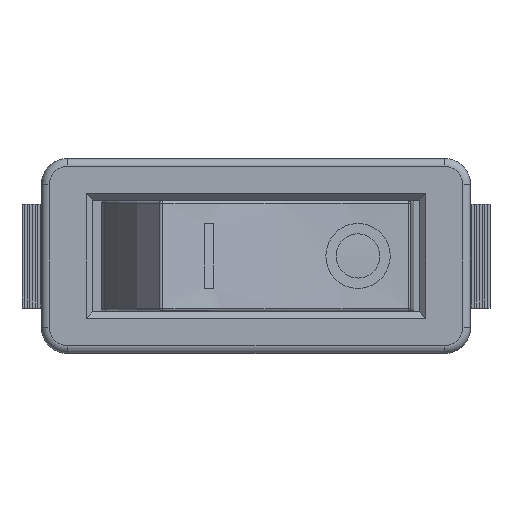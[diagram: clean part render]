
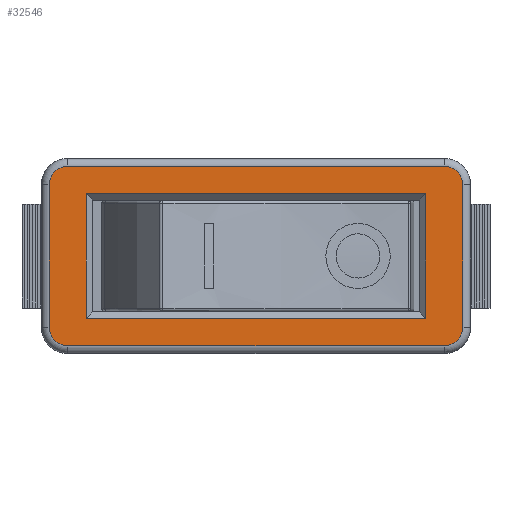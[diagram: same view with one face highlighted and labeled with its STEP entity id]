
A CAD part, top view. The second image highlights one B-rep face of the part: STEP entity #32546.
In plain terms, the highlighted planar face has unit normal (0, 0, 1).
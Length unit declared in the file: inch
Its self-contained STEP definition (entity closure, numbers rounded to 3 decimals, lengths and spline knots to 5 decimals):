
#32298=CARTESIAN_POINT('',(-0.51378,-0.18898,0.74803));
#32299=VERTEX_POINT('',#32298);
#32306=CARTESIAN_POINT('',(0.51378,-0.18898,0.74803));
#32307=VERTEX_POINT('',#32306);
#32308=CARTESIAN_POINT('',(-0.51378,-0.18898,0.74803));
#32309=DIRECTION('',(1.0,0.0,0.0));
#32310=VECTOR('',#32309,1.02756);
#32311=LINE('',#32308,#32310);
#32312=EDGE_CURVE('',#32299,#32307,#32311,.T.);
#32336=CARTESIAN_POINT('',(-0.51378,0.18898,0.74803));
#32337=VERTEX_POINT('',#32336);
#32344=CARTESIAN_POINT('',(-0.51378,0.18898,0.74803));
#32345=DIRECTION('',(0.0,-1.0,0.0));
#32346=VECTOR('',#32345,0.37795);
#32347=LINE('',#32344,#32346);
#32348=EDGE_CURVE('',#32337,#32299,#32347,.T.);
#32367=CARTESIAN_POINT('',(0.51378,0.18898,0.74803));
#32368=VERTEX_POINT('',#32367);
#32375=CARTESIAN_POINT('',(0.51378,0.18898,0.74803));
#32376=DIRECTION('',(-1.0,0.0,0.0));
#32377=VECTOR('',#32376,1.02756);
#32378=LINE('',#32375,#32377);
#32379=EDGE_CURVE('',#32368,#32337,#32378,.T.);
#32397=CARTESIAN_POINT('',(0.51378,-0.18898,0.74803));
#32398=DIRECTION('',(0.0,1.0,0.0));
#32399=VECTOR('',#32398,0.37795);
#32400=LINE('',#32397,#32399);
#32401=EDGE_CURVE('',#32307,#32368,#32400,.T.);
#32465=CARTESIAN_POINT('',(-0.68858,-0.29882,0.74803));
#32466=DIRECTION('',(0.0,0.0,1.0));
#32467=DIRECTION('',(1.0,0.0,0.0));
#32468=AXIS2_PLACEMENT_3D('',#32465,#32466,#32467);
#32469=PLANE('',#32468);
#32470=CARTESIAN_POINT('',(-0.62598,-0.21654,0.74803));
#32471=VERTEX_POINT('',#32470);
#32472=CARTESIAN_POINT('',(-0.62598,0.21654,0.74803));
#32473=VERTEX_POINT('',#32472);
#32474=CARTESIAN_POINT('',(-0.62598,-0.21654,0.74803));
#32475=DIRECTION('',(0.0,1.0,0.0));
#32476=VECTOR('',#32475,0.43307);
#32477=LINE('',#32474,#32476);
#32478=EDGE_CURVE('',#32471,#32473,#32477,.T.);
#32479=ORIENTED_EDGE('',*,*,#32478,.F.);
#32480=CARTESIAN_POINT('',(-0.57087,-0.27165,0.74803));
#32481=VERTEX_POINT('',#32480);
#32482=CARTESIAN_POINT('',(-0.57087,-0.21654,0.74803));
#32483=DIRECTION('',(0.0,0.0,-1.0));
#32484=DIRECTION('',(-0.707,-0.707,0.0));
#32485=AXIS2_PLACEMENT_3D('',#32482,#32483,#32484);
#32486=CIRCLE('',#32485,0.05512);
#32487=EDGE_CURVE('',#32481,#32471,#32486,.T.);
#32488=ORIENTED_EDGE('',*,*,#32487,.F.);
#32489=CARTESIAN_POINT('',(0.57087,-0.27165,0.74803));
#32490=VERTEX_POINT('',#32489);
#32491=CARTESIAN_POINT('',(0.57087,-0.27165,0.74803));
#32492=DIRECTION('',(-1.0,0.0,0.0));
#32493=VECTOR('',#32492,1.14173);
#32494=LINE('',#32491,#32493);
#32495=EDGE_CURVE('',#32490,#32481,#32494,.T.);
#32496=ORIENTED_EDGE('',*,*,#32495,.F.);
#32497=CARTESIAN_POINT('',(0.62598,-0.21654,0.74803));
#32498=VERTEX_POINT('',#32497);
#32499=CARTESIAN_POINT('',(0.57087,-0.21654,0.74803));
#32500=DIRECTION('',(0.0,0.0,-1.0));
#32501=DIRECTION('',(0.707,-0.707,0.0));
#32502=AXIS2_PLACEMENT_3D('',#32499,#32500,#32501);
#32503=CIRCLE('',#32502,0.05512);
#32504=EDGE_CURVE('',#32498,#32490,#32503,.T.);
#32505=ORIENTED_EDGE('',*,*,#32504,.F.);
#32506=CARTESIAN_POINT('',(0.62598,0.21654,0.74803));
#32507=VERTEX_POINT('',#32506);
#32508=CARTESIAN_POINT('',(0.62598,0.21654,0.74803));
#32509=DIRECTION('',(0.0,-1.0,0.0));
#32510=VECTOR('',#32509,0.43307);
#32511=LINE('',#32508,#32510);
#32512=EDGE_CURVE('',#32507,#32498,#32511,.T.);
#32513=ORIENTED_EDGE('',*,*,#32512,.F.);
#32514=CARTESIAN_POINT('',(0.57087,0.27165,0.74803));
#32515=VERTEX_POINT('',#32514);
#32516=CARTESIAN_POINT('',(0.57087,0.21654,0.74803));
#32517=DIRECTION('',(0.0,0.0,-1.0));
#32518=DIRECTION('',(0.707,0.707,0.0));
#32519=AXIS2_PLACEMENT_3D('',#32516,#32517,#32518);
#32520=CIRCLE('',#32519,0.05512);
#32521=EDGE_CURVE('',#32515,#32507,#32520,.T.);
#32522=ORIENTED_EDGE('',*,*,#32521,.F.);
#32523=CARTESIAN_POINT('',(-0.57087,0.27165,0.74803));
#32524=VERTEX_POINT('',#32523);
#32525=CARTESIAN_POINT('',(-0.57087,0.27165,0.74803));
#32526=DIRECTION('',(1.0,0.0,0.0));
#32527=VECTOR('',#32526,1.14173);
#32528=LINE('',#32525,#32527);
#32529=EDGE_CURVE('',#32524,#32515,#32528,.T.);
#32530=ORIENTED_EDGE('',*,*,#32529,.F.);
#32531=CARTESIAN_POINT('',(-0.57087,0.21654,0.74803));
#32532=DIRECTION('',(0.0,0.0,-1.0));
#32533=DIRECTION('',(-0.707,0.707,0.0));
#32534=AXIS2_PLACEMENT_3D('',#32531,#32532,#32533);
#32535=CIRCLE('',#32534,0.05512);
#32536=EDGE_CURVE('',#32473,#32524,#32535,.T.);
#32537=ORIENTED_EDGE('',*,*,#32536,.F.);
#32538=EDGE_LOOP('',(#32479,#32488,#32496,#32505,#32513,#32522,#32530,#32537));
#32539=FACE_OUTER_BOUND('',#32538,.T.);
#32540=ORIENTED_EDGE('',*,*,#32312,.F.);
#32541=ORIENTED_EDGE('',*,*,#32348,.F.);
#32542=ORIENTED_EDGE('',*,*,#32379,.F.);
#32543=ORIENTED_EDGE('',*,*,#32401,.F.);
#32544=EDGE_LOOP('',(#32540,#32541,#32542,#32543));
#32545=FACE_BOUND('',#32544,.T.);
#32546=ADVANCED_FACE('',(#32539,#32545),#32469,.T.);
